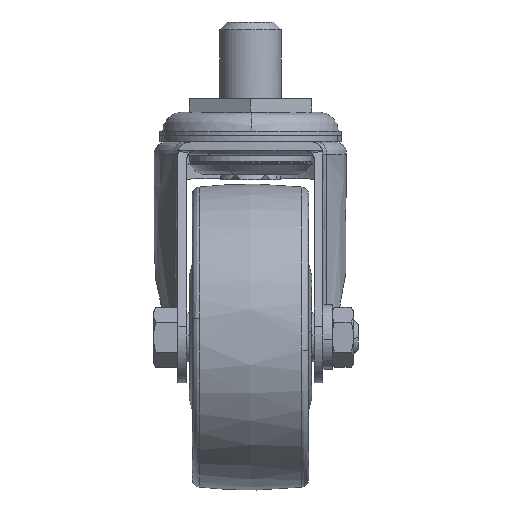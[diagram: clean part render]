
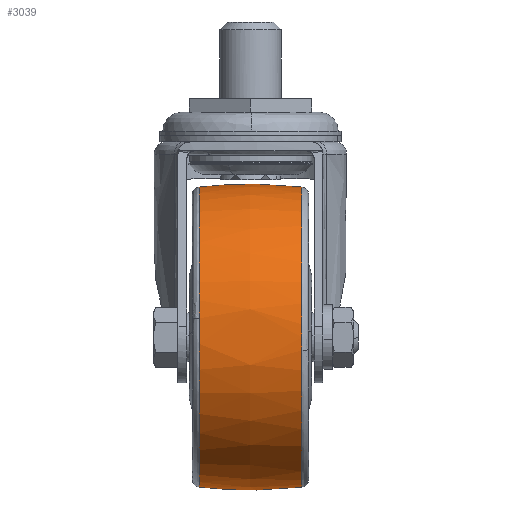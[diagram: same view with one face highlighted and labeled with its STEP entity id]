
A CAD part, left-side view. The second image highlights one B-rep face of the part: STEP entity #3039.
In plain terms, the highlighted free-form (B-spline) face has degree [2, 2] with [5, 5] control points.
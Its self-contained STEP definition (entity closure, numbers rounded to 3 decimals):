
#2759=CARTESIAN_POINT('',(-37.0,16.78,-24.441));
#2760=VERTEX_POINT('',#2759);
#2791=CARTESIAN_POINT('',(-85.672,16.78,-67.351));
#2792=VERTEX_POINT('',#2791);
#2806=CARTESIAN_POINT('',(-37.0,16.78,-24.441));
#2807=CARTESIAN_POINT('',(-80.251,16.78,-24.441));
#2808=CARTESIAN_POINT('',(-85.672,16.78,-67.351));
#2816=(BOUNDED_CURVE()B_SPLINE_CURVE(2,(#2806,#2807,#2808),.UNSPECIFIED.,.F.,.U.)B_SPLINE_CURVE_WITH_KNOTS((3,3),(0.5,0.728),.UNSPECIFIED.)CURVE()GEOMETRIC_REPRESENTATION_ITEM()RATIONAL_B_SPLINE_CURVE((1.0,0.733,0.954))REPRESENTATION_ITEM(''));
#2817=EDGE_CURVE('',#2760,#2792,#2816,.T.);
#2845=CARTESIAN_POINT('',(-37.0,16.78,-122.559));
#2846=VERTEX_POINT('',#2845);
#2860=CARTESIAN_POINT('',(-85.672,16.78,-67.351));
#2861=CARTESIAN_POINT('',(-86.059,16.78,-70.413));
#2862=CARTESIAN_POINT('',(-86.059,16.78,-73.5));
#2863=CARTESIAN_POINT('',(-86.059,16.78,-122.559));
#2864=CARTESIAN_POINT('',(-37.0,16.78,-122.559));
#2872=(BOUNDED_CURVE()B_SPLINE_CURVE(2,(#2860,#2861,#2862,#2863,#2864),.UNSPECIFIED.,.F.,.U.)B_SPLINE_CURVE_WITH_KNOTS((3,2,3),(0.728,0.75,1.0),.UNSPECIFIED.)CURVE()GEOMETRIC_REPRESENTATION_ITEM()RATIONAL_B_SPLINE_CURVE((0.954,0.975,1.0,0.707,1.0))REPRESENTATION_ITEM(''));
#2873=EDGE_CURVE('',#2792,#2846,#2872,.T.);
#2915=CARTESIAN_POINT('',(-37.0,-16.78,-122.559));
#2916=VERTEX_POINT('',#2915);
#2917=CARTESIAN_POINT('',(-37.0,-16.78,-122.559));
#2918=CARTESIAN_POINT('',(-37.,-12.776,-123.009));
#2919=CARTESIAN_POINT('',(-37.,-1.586,-123.814));
#2920=CARTESIAN_POINT('',(-37.,9.643,-123.362));
#2921=CARTESIAN_POINT('',(-37.0,16.78,-122.559));
#2922=B_SPLINE_CURVE_WITH_KNOTS('',3,(#2917,#2918,#2919,#2920,#2921),.UNSPECIFIED.,.F.,.U.,(4,1,4),(0.,12.086,33.63),.UNSPECIFIED.);
#2923=EDGE_CURVE('',#2916,#2846,#2922,.T.);
#2927=CARTESIAN_POINT('',(-37.0,-16.78,-24.441));
#2928=VERTEX_POINT('',#2927);
#2929=CARTESIAN_POINT('',(-37.0,-16.78,-24.441));
#2930=CARTESIAN_POINT('',(-37.,-11.036,-23.795));
#2931=CARTESIAN_POINT('',(-37.,0.176,-23.186));
#2932=CARTESIAN_POINT('',(-37.0,11.384,-23.834));
#2933=CARTESIAN_POINT('',(-37.0,16.78,-24.441));
#2934=B_SPLINE_CURVE_WITH_KNOTS('',3,(#2929,#2930,#2931,#2932,#2933),.UNSPECIFIED.,.F.,.U.,(4,1,4),(0.,17.34,33.63),.UNSPECIFIED.);
#2935=EDGE_CURVE('',#2928,#2760,#2934,.T.);
#2970=CARTESIAN_POINT('',(-37.,-18.466,-24.641));
#2971=CARTESIAN_POINT('',(-37.0,-9.268,-23.5));
#2972=CARTESIAN_POINT('',(-37.0,0.,-23.5));
#2973=CARTESIAN_POINT('',(-37.,9.268,-23.5));
#2974=CARTESIAN_POINT('',(-37.,18.466,-24.641));
#2975=CARTESIAN_POINT('',(-85.859,-18.466,-24.641));
#2976=CARTESIAN_POINT('',(-87.,-9.268,-23.5));
#2977=CARTESIAN_POINT('',(-87.,0.,-23.5));
#2978=CARTESIAN_POINT('',(-87.,9.268,-23.5));
#2979=CARTESIAN_POINT('',(-85.859,18.466,-24.641));
#2980=CARTESIAN_POINT('',(-85.859,-18.466,-73.5));
#2981=CARTESIAN_POINT('',(-87.,-9.268,-73.5));
#2982=CARTESIAN_POINT('',(-87.0,0.,-73.5));
#2983=CARTESIAN_POINT('',(-87.0,9.268,-73.5));
#2984=CARTESIAN_POINT('',(-85.859,18.466,-73.5));
#2985=CARTESIAN_POINT('',(-85.859,-18.466,-122.359));
#2986=CARTESIAN_POINT('',(-87.,-9.268,-123.5));
#2987=CARTESIAN_POINT('',(-87.,0.,-123.5));
#2988=CARTESIAN_POINT('',(-87.,9.268,-123.5));
#2989=CARTESIAN_POINT('',(-85.859,18.466,-122.359));
#2990=CARTESIAN_POINT('',(-37.,-18.466,-122.359));
#2991=CARTESIAN_POINT('',(-37.0,-9.268,-123.5));
#2992=CARTESIAN_POINT('',(-37.0,0.,-123.5));
#2993=CARTESIAN_POINT('',(-37.,9.268,-123.5));
#2994=CARTESIAN_POINT('',(-37.,18.466,-122.359));
#3002=(BOUNDED_SURFACE()B_SPLINE_SURFACE(2,2,((#2970,#2975,#2980,#2985,#2990),(#2971,#2976,#2981,#2986,#2991),(#2972,#2977,#2982,#2987,#2992),(#2973,#2978,#2983,#2988,#2993),(#2974,#2979,#2984,#2989,#2994)),.UNSPECIFIED.,.F.,.F.,.U.)B_SPLINE_SURFACE_WITH_KNOTS((3,2,3),(3,2,3),(0.0,18.709,37.418),(0.0,82.843,165.685),.UNSPECIFIED.)GEOMETRIC_REPRESENTATION_ITEM()RATIONAL_B_SPLINE_SURFACE(((0.978,0.691,0.978,0.691,0.978),(0.987,0.698,0.987,0.698,0.987),(1.0,0.707,1.0,0.707,1.0),(0.987,0.698,0.987,0.698,0.987),(0.978,0.691,0.978,0.691,0.978)))REPRESENTATION_ITEM('')SURFACE());
#3003=ORIENTED_EDGE('',*,*,#2923,.F.);
#3004=CARTESIAN_POINT('',(-85.869,-16.78,-77.81));
#3005=VERTEX_POINT('',#3004);
#3006=CARTESIAN_POINT('',(-85.869,-16.78,-77.81));
#3007=CARTESIAN_POINT('',(-81.922,-16.78,-122.559));
#3008=CARTESIAN_POINT('',(-37.0,-16.78,-122.559));
#3016=(BOUNDED_CURVE()B_SPLINE_CURVE(2,(#3006,#3007,#3008),.UNSPECIFIED.,.F.,.U.)B_SPLINE_CURVE_WITH_KNOTS((3,3),(0.765,1.0),.UNSPECIFIED.)CURVE()GEOMETRIC_REPRESENTATION_ITEM()RATIONAL_B_SPLINE_CURVE((0.966,0.725,1.0))REPRESENTATION_ITEM(''));
#3017=EDGE_CURVE('',#3005,#2916,#3016,.T.);
#3018=ORIENTED_EDGE('',*,*,#3017,.F.);
#3019=CARTESIAN_POINT('',(-37.0,-16.78,-24.441));
#3020=CARTESIAN_POINT('',(-86.059,-16.78,-24.441));
#3021=CARTESIAN_POINT('',(-86.059,-16.78,-73.5));
#3022=CARTESIAN_POINT('',(-86.059,-16.78,-75.659));
#3023=CARTESIAN_POINT('',(-85.869,-16.78,-77.81));
#3031=(BOUNDED_CURVE()B_SPLINE_CURVE(2,(#3019,#3020,#3021,#3022,#3023),.UNSPECIFIED.,.F.,.U.)B_SPLINE_CURVE_WITH_KNOTS((3,2,3),(0.5,0.75,0.765),.UNSPECIFIED.)CURVE()GEOMETRIC_REPRESENTATION_ITEM()RATIONAL_B_SPLINE_CURVE((1.0,0.707,1.0,0.982,0.966))REPRESENTATION_ITEM(''));
#3032=EDGE_CURVE('',#2928,#3005,#3031,.T.);
#3033=ORIENTED_EDGE('',*,*,#3032,.F.);
#3034=ORIENTED_EDGE('',*,*,#2935,.T.);
#3035=ORIENTED_EDGE('',*,*,#2817,.T.);
#3036=ORIENTED_EDGE('',*,*,#2873,.T.);
#3037=EDGE_LOOP('',(#3003,#3018,#3033,#3034,#3035,#3036));
#3038=FACE_OUTER_BOUND('',#3037,.T.);
#3039=ADVANCED_FACE('',(#3038),#3002,.T.);
